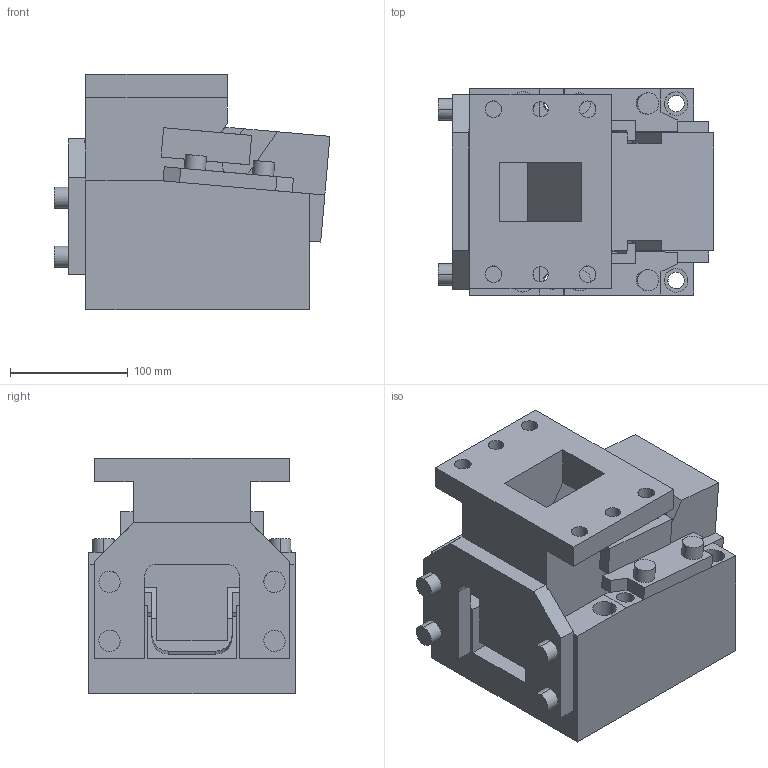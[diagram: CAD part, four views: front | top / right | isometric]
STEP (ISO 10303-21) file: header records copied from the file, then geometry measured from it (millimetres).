
FILE_DESCRIPTION(('CATIA V5 STEP Exchange'),'2;1');
FILE_NAME('CDCA_100_05_70.stp','2018-09-12T10:57:18+00:00',('none'),('none'),'CATIA Version 5 Release 20 GA (IN-10)','CATIA V5 STEP AP203','none');
FILE_SCHEMA(('CONFIG_CONTROL_DESIGN'));
Length unit declared in the file: millimetre
Products named in the file (1): CDCA_100_05_70
Bounding box: 234.08 x 175 x 200 mm (x, y, z)
Volume: 4692158.6 mm3; surface area: 450346.6 mm2
Topology: 3 solids, 3 shells, 220 faces, 568 edges, 376 vertices
Faces by surface type: plane 146, cylinder 74
Entity records: 7605 total; most frequent: CARTESIAN_POINT 2760, ORIENTED_EDGE 1136, DIRECTION 694, EDGE_CURVE 568, VERTEX_POINT 376, AXIS2_PLACEMENT_3D 289, B_SPLINE_CURVE_WITH_KNOTS 282, EDGE_LOOP 268
